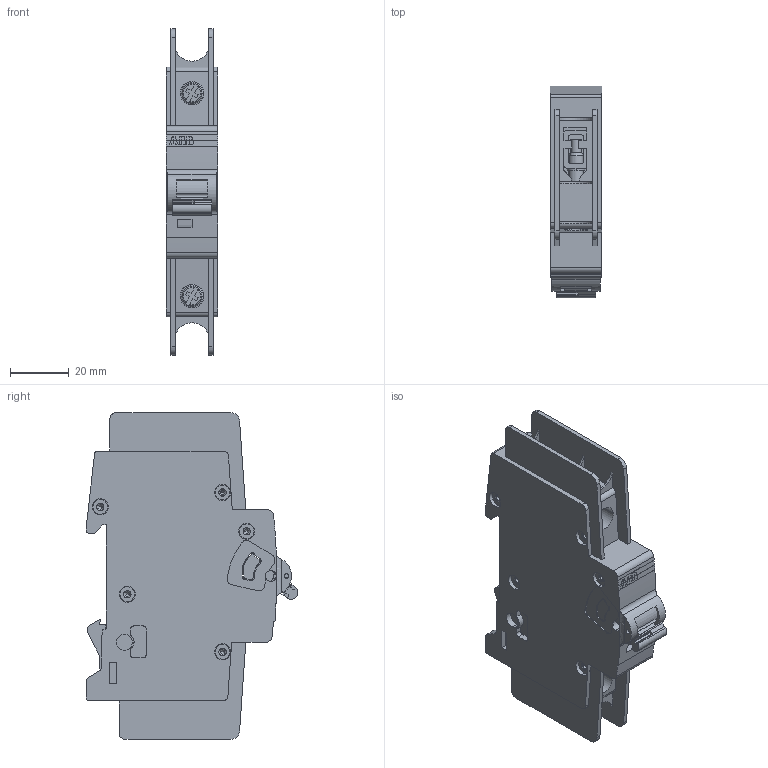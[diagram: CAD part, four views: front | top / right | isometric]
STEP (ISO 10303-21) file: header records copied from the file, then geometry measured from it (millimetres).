
FILE_DESCRIPTION(('STEP AP214'),'1');
FILE_NAME('cctmp_5E731370-BB0A-43E6-AA50-F3D6ABC7580D_2023_11_24_14_46_44_0370..stp','2023-11-24T13:46:44',('KiM GmbH'),('CADClick - www.CADClick.com'),'Spatial InterOp 3D postprocessed',' ','unknown authorization');
FILE_SCHEMA(('AUTOMOTIVE_DESIGN'));
Length unit declared in the file: millimetre
Products named in the file (20): SU201M_1; SU201M_19; SU201M_2; SU201M_18; SU201M_17; SU201M_16; SU201M_13; SU201M_15; SU201M_14; SU201M_10; SU201M_12; SU201M_11; SU201M_9; SU201M_8; SU201M_7; SU201M_6; SU201M_5; SU201M_4; SU201M_3; SU201M
Assembly tree (19 placements, depth 5):
  SU201M
    SU201M_1
      SU201M_19
      SU201M_2
        SU201M_18
        SU201M_17
        SU201M_16
        SU201M_13
          SU201M_15
          SU201M_14
        SU201M_10
          SU201M_12
          SU201M_11
        SU201M_9
        SU201M_8
        SU201M_7
        SU201M_6
        SU201M_5
        SU201M_4
        SU201M_3
Bounding box: 17.4 x 71.98 x 111 mm (x, y, z)
Volume: 76290.6 mm3; surface area: 32155.2 mm2
Topology: 15 solids, 15 shells, 782 faces, 2136 edges, 1410 vertices
Faces by surface type: plane 471, cylinder 252, torus 39, cone 20
Entity records: 28316 total; most frequent: CARTESIAN_POINT 4972, DIRECTION 4435, ORIENTED_EDGE 4252, EDGE_CURVE 2126, AXIS2_PLACEMENT_3D 1541, VERTEX_POINT 1410, LINE 1353, VECTOR 1353
